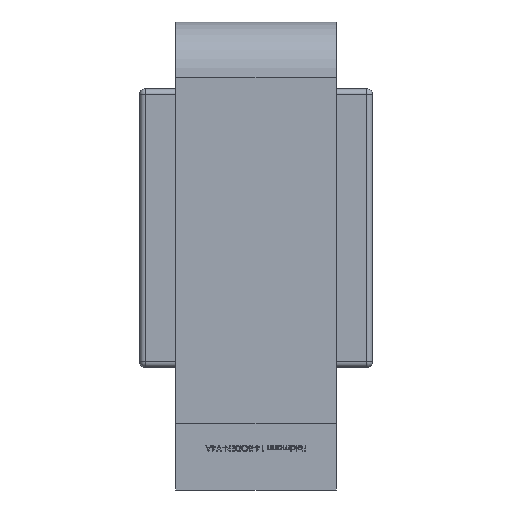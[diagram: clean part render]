
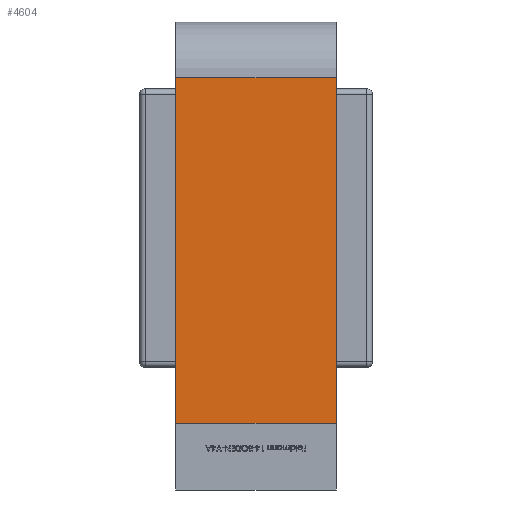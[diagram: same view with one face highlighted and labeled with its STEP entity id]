
A CAD part, front view. The second image highlights one B-rep face of the part: STEP entity #4604.
In plain terms, the highlighted planar face has unit normal (0, -1, 0).
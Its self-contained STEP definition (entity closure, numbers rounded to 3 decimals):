
#368 = CARTESIAN_POINT ( 'NONE',  ( -7.2, -5., 0. ) ) ;
#756 = CARTESIAN_POINT ( 'NONE',  ( -7.2, -5., 31. ) ) ;
#1265 = VERTEX_POINT ( 'NONE', #756 ) ;
#1308 = FACE_OUTER_BOUND ( 'NONE', #5949, .T. ) ;
#1391 = EDGE_CURVE ( 'NONE', #11288, #3752, #1859, .T. ) ;
#1510 = VECTOR ( 'NONE', #10706, 1000. ) ;
#1846 = AXIS2_PLACEMENT_3D ( 'NONE', #6884, #10920, #2557 ) ;
#1859 = LINE ( 'NONE', #10366, #8020 ) ;
#2020 = DIRECTION ( 'NONE',  ( 0., 0., -1. ) ) ;
#2557 = DIRECTION ( 'NONE',  ( 0., 0., 1. ) ) ;
#3309 = EDGE_CURVE ( 'NONE', #1265, #3752, #10112, .T. ) ;
#3317 = CARTESIAN_POINT ( 'NONE',  ( 7.2, -5., 31. ) ) ;
#3526 = ORIENTED_EDGE ( 'NONE', *, *, #9519, .F. ) ;
#3718 = EDGE_CURVE ( 'NONE', #11000, #1265, #4732, .T. ) ;
#3752 = VERTEX_POINT ( 'NONE', #368 ) ;
#4024 = VECTOR ( 'NONE', #2020, 1000. ) ;
#4604 = ADVANCED_FACE ( 'NONE', ( #1308 ), #12101, .F. ) ;
#4732 = LINE ( 'NONE', #3317, #7159 ) ;
#4987 = CARTESIAN_POINT ( 'NONE',  ( 7.2, -5., 31. ) ) ;
#5949 = EDGE_LOOP ( 'NONE', ( #13090, #6630, #3526, #12309 ) ) ;
#6100 = DIRECTION ( 'NONE',  ( -1., 0., 0. ) ) ;
#6630 = ORIENTED_EDGE ( 'NONE', *, *, #1391, .F. ) ;
#6884 = CARTESIAN_POINT ( 'NONE',  ( 7.2, -5., 31. ) ) ;
#7159 = VECTOR ( 'NONE', #11686, 1000. ) ;
#8020 = VECTOR ( 'NONE', #6100, 1000. ) ;
#8353 = CARTESIAN_POINT ( 'NONE',  ( 7.2, -5., 31. ) ) ;
#9519 = EDGE_CURVE ( 'NONE', #11000, #11288, #11667, .T. ) ;
#9829 = CARTESIAN_POINT ( 'NONE',  ( -7.2, -5., 31. ) ) ;
#9955 = CARTESIAN_POINT ( 'NONE',  ( 7.2, -5., 0. ) ) ;
#10112 = LINE ( 'NONE', #9829, #1510 ) ;
#10366 = CARTESIAN_POINT ( 'NONE',  ( 7.2, -5., 0. ) ) ;
#10706 = DIRECTION ( 'NONE',  ( 0., 0., -1. ) ) ;
#10920 = DIRECTION ( 'NONE',  ( 0., 1., 0. ) ) ;
#11000 = VERTEX_POINT ( 'NONE', #4987 ) ;
#11288 = VERTEX_POINT ( 'NONE', #9955 ) ;
#11667 = LINE ( 'NONE', #8353, #4024 ) ;
#11686 = DIRECTION ( 'NONE',  ( -1., 0., 0. ) ) ;
#12101 = PLANE ( 'NONE',  #1846 ) ;
#12309 = ORIENTED_EDGE ( 'NONE', *, *, #3718, .T. ) ;
#13090 = ORIENTED_EDGE ( 'NONE', *, *, #3309, .T. ) ;
